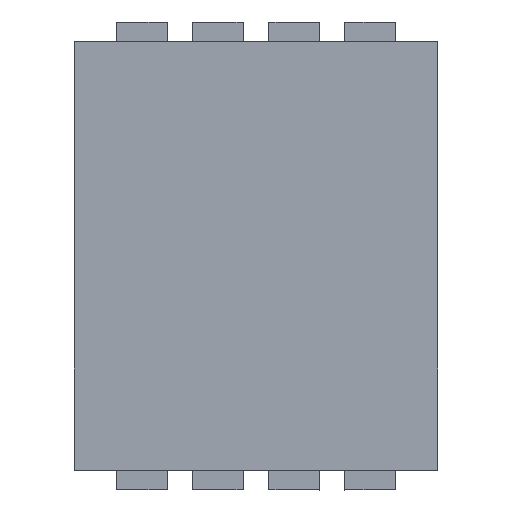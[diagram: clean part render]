
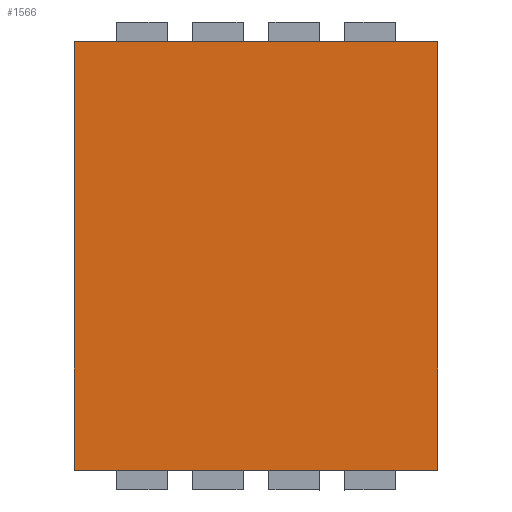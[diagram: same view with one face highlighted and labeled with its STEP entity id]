
A CAD part, top view. The second image highlights one B-rep face of the part: STEP entity #1566.
In plain terms, the highlighted planar face has unit normal (0, 0, 1).
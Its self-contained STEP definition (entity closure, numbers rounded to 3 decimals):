
#685=DIRECTION('',(-1.,0.,0.));
#686=VECTOR('',#685,5.);
#687=CARTESIAN_POINT('',(2.323,2.95,1.65));
#688=LINE('',#687,#686);
#692=DIRECTION('',(0.,1.,0.));
#693=VECTOR('',#692,5.9);
#694=CARTESIAN_POINT('',(2.323,-2.95,1.65));
#695=LINE('',#694,#693);
#699=DIRECTION('',(1.,0.,0.));
#700=VECTOR('',#699,5.);
#701=CARTESIAN_POINT('',(-2.677,-2.95,1.65));
#702=LINE('',#701,#700);
#706=DIRECTION('',(0.,-1.,0.));
#707=VECTOR('',#706,5.9);
#708=CARTESIAN_POINT('',(-2.677,2.95,1.65));
#709=LINE('',#708,#707);
#784=CARTESIAN_POINT('',(2.323,2.95,1.65));
#785=CARTESIAN_POINT('',(-2.677,2.95,1.65));
#786=VERTEX_POINT('',#784);
#787=VERTEX_POINT('',#785);
#788=CARTESIAN_POINT('',(-2.677,-2.95,1.65));
#789=VERTEX_POINT('',#788);
#790=CARTESIAN_POINT('',(2.323,-2.95,1.65));
#791=VERTEX_POINT('',#790);
#1554=CARTESIAN_POINT('',(0.,0.,1.65));
#1555=DIRECTION('',(0.,0.,1.));
#1556=DIRECTION('',(1.,0.,0.));
#1557=AXIS2_PLACEMENT_3D('',#1554,#1555,#1556);
#1558=PLANE('',#1557);
#1559=ORIENTED_EDGE('',*,*,#1271,.F.);
#1560=ORIENTED_EDGE('',*,*,#1536,.F.);
#1561=ORIENTED_EDGE('',*,*,#1019,.F.);
#1563=ORIENTED_EDGE('',*,*,#1562,.F.);
#1564=EDGE_LOOP('',(#1559,#1560,#1561,#1563));
#1565=FACE_OUTER_BOUND('',#1564,.F.);
#1019=EDGE_CURVE('',#789,#791,#702,.T.);
#1271=EDGE_CURVE('',#786,#787,#688,.T.);
#1536=EDGE_CURVE('',#791,#786,#695,.T.);
#1562=EDGE_CURVE('',#787,#789,#709,.T.);
#1566=ADVANCED_FACE('',(#1565),#1558,.T.);
